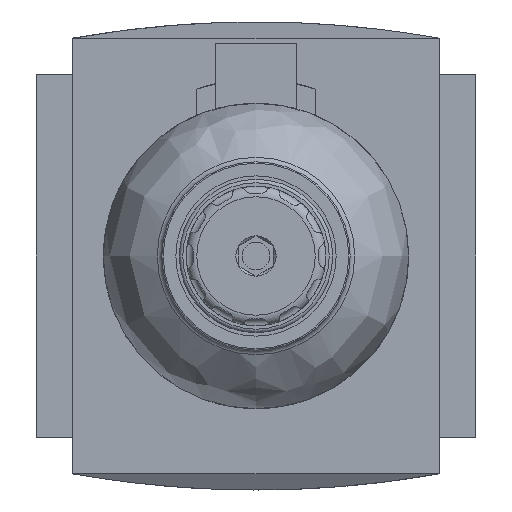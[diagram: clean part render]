
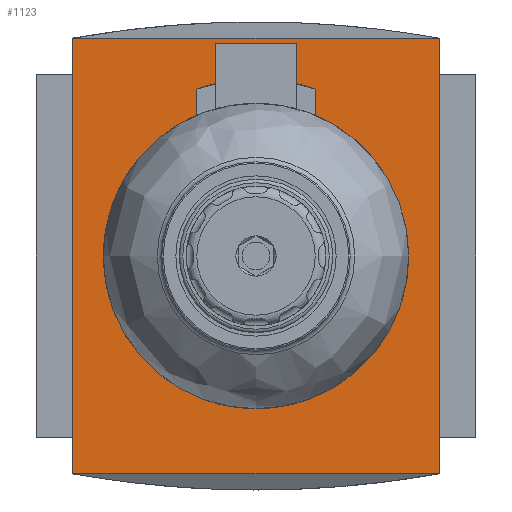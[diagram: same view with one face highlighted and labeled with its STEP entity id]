
A CAD part, front view. The second image highlights one B-rep face of the part: STEP entity #1123.
In plain terms, the highlighted planar face has unit normal (0, -1, 0).
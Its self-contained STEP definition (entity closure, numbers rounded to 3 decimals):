
#1123 = ADVANCED_FACE( '', ( #2621 ), #2622, .F. );
#2621 = FACE_OUTER_BOUND( '', #4563, .T. );
#2622 = PLANE( '', #4564 );
#4563 = EDGE_LOOP( '', ( #7889, #7890, #7891, #7892 ) );
#4564 = AXIS2_PLACEMENT_3D( '', #7893, #7894, #7895 );
#7889 = ORIENTED_EDGE( '', *, *, #11936, .F. );
#7890 = ORIENTED_EDGE( '', *, *, #12549, .T. );
#7891 = ORIENTED_EDGE( '', *, *, #12550, .F. );
#7892 = ORIENTED_EDGE( '', *, *, #11821, .T. );
#7893 = CARTESIAN_POINT( '', ( 0., -37.5, 116.435 ) );
#7894 = DIRECTION( '', ( 0., 1., 0. ) );
#7895 = DIRECTION( '', ( 0., 0., 1. ) );
#11821 = EDGE_CURVE( '', #14366, #14367, #14368, .T. );
#11936 = EDGE_CURVE( '', #14557, #14367, #14558, .T. );
#12549 = EDGE_CURVE( '', #14557, #15536, #15537, .T. );
#12550 = EDGE_CURVE( '', #14366, #15536, #15538, .T. );
#14366 = VERTEX_POINT( '', #18499 );
#14367 = VERTEX_POINT( '', #18500 );
#14368 = LINE( '', #18501, #18502 );
#14557 = VERTEX_POINT( '', #18866 );
#14558 = LINE( '', #18867, #18868 );
#15536 = VERTEX_POINT( '', #20734 );
#15537 = LINE( '', #20735, #20736 );
#15538 = LINE( '', #20737, #20738 );
#18499 = CARTESIAN_POINT( '', ( 26.25, -37.5, 31.25 ) );
#18500 = CARTESIAN_POINT( '', ( -26.25, -37.5, 31.25 ) );
#18501 = CARTESIAN_POINT( '', ( 0., -37.5, 31.25 ) );
#18502 = VECTOR( '', #23382, 1000. );
#18866 = CARTESIAN_POINT( '', ( -26.25, -37.5, -31.25 ) );
#18867 = CARTESIAN_POINT( '', ( -26.25, -37.5, -31.25 ) );
#18868 = VECTOR( '', #23513, 1000. );
#20734 = CARTESIAN_POINT( '', ( 26.25, -37.5, -31.25 ) );
#20735 = CARTESIAN_POINT( '', ( 0., -37.5, -31.25 ) );
#20736 = VECTOR( '', #24315, 1000. );
#20737 = CARTESIAN_POINT( '', ( 26.25, -37.5, 31.25 ) );
#20738 = VECTOR( '', #24316, 1000. );
#23382 = DIRECTION( '', ( -1., 0., 0. ) );
#23513 = DIRECTION( '', ( 0., 0., 1. ) );
#24315 = DIRECTION( '', ( 1., 0., 0. ) );
#24316 = DIRECTION( '', ( 0., 0., -1. ) );
